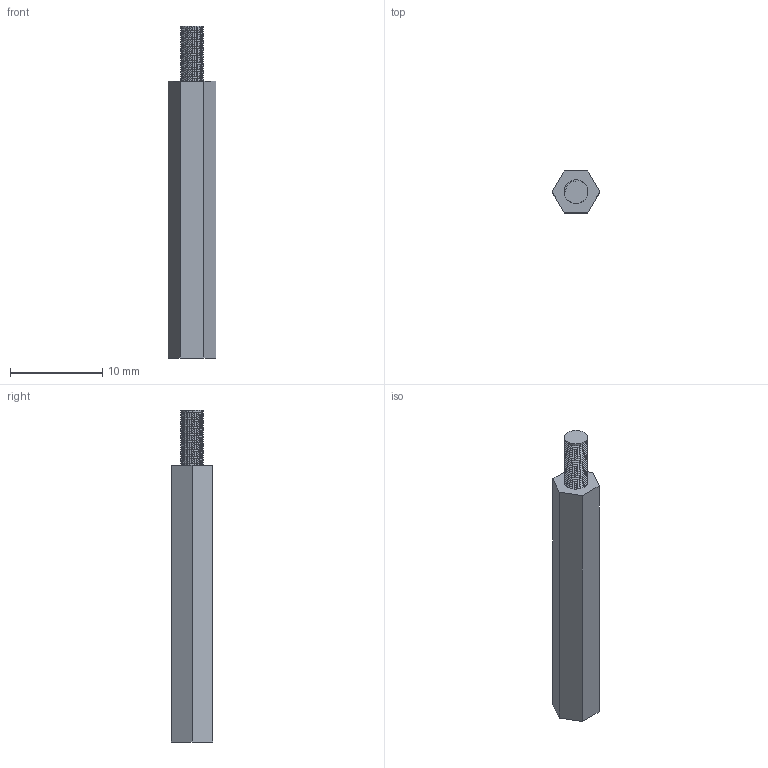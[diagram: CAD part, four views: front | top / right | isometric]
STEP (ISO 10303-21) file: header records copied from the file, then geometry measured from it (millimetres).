
FILE_DESCRIPTION(/* description */ (''),/* implementation_level */ '2;1');
FILE_NAME(/* name */ 'stand off v1_v1.step',/* time_stamp */ '2024-09-27T23:03:02-04:00',/* author */ (''),/* organization */ (''),/* preprocessor_version */ 'ST-DEVELOPER v20',/* originating_system */ 'Autodesk Translation Framework v13.14.0.145',/* authorisation */ '');
FILE_SCHEMA (('AUTOMOTIVE_DESIGN { 1 0 10303 214 3 1 1 }'));
Length unit declared in the file: millimetre
Products named in the file (1): stand off v1
Bounding box: 5.2 x 4.5 x 36 mm (x, y, z)
Volume: 524.1 mm3; surface area: 667.9 mm2
Topology: 1 solids, 1 shells, 99 faces, 275 edges, 180 vertices
Faces by surface type: cylinder 81, plane 14, bspline 4
Full cylindrical faces by diameter (mm): 2.279 x23, 2.5 x13, 2.55 x23, 2.987 x12
Entity records: 6234 total; most frequent: CARTESIAN_POINT 4149, ORIENTED_EDGE 550, DIRECTION 317, EDGE_CURVE 275, VERTEX_POINT 180, LINE 109, VECTOR 109, AXIS2_PLACEMENT_3D 104
